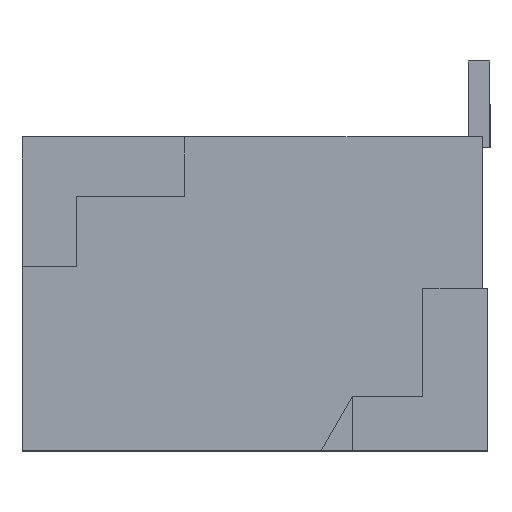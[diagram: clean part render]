
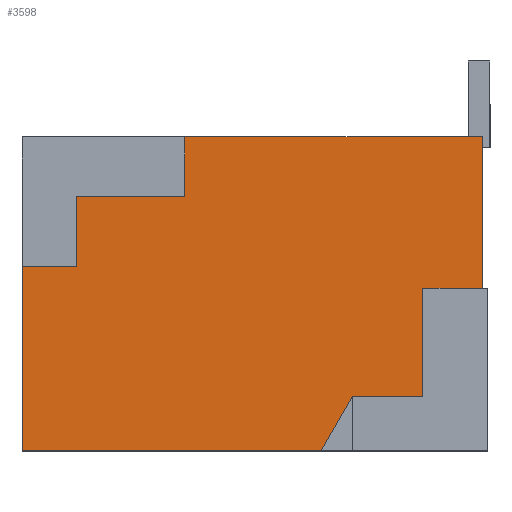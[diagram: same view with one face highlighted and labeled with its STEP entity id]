
A CAD part, left-side view. The second image highlights one B-rep face of the part: STEP entity #3598.
In plain terms, the highlighted planar face has unit normal (-1, 0, 0).
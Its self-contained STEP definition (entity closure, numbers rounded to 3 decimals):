
#3136 = CARTESIAN_POINT ( 'NONE',  ( -7.5, 0., 2.2 ) ) ;
#3533 = VERTEX_POINT ( 'NONE', #6521 ) ;
#3566 = ORIENTED_EDGE ( 'NONE', *, *, #3612, .T. ) ;
#3570 = VERTEX_POINT ( 'NONE', #6602 ) ;
#3575 = ORIENTED_EDGE ( 'NONE', *, *, #3626, .T. ) ;
#3576 = ORIENTED_EDGE ( 'NONE', *, *, #3627, .T. ) ;
#3598 = ADVANCED_FACE ( 'NONE', ( #6579 ), #6629, .F. ) ;
#3604 = ORIENTED_EDGE ( 'NONE', *, *, #4162, .T. ) ;
#3612 = EDGE_CURVE ( 'NONE', #3666, #4163, #6638, .T. ) ;
#3616 = EDGE_CURVE ( 'NONE', #3656, #3666, #6685, .T. ) ;
#3626 = EDGE_CURVE ( 'NONE', #3671, #3570, #6672, .T. ) ;
#3627 = EDGE_CURVE ( 'NONE', #3570, #3656, #6668, .T. ) ;
#3643 = ORIENTED_EDGE ( 'NONE', *, *, #3616, .T. ) ;
#3649 = ORIENTED_EDGE ( 'NONE', *, *, #3708, .T. ) ;
#3654 = VERTEX_POINT ( 'NONE', #6745 ) ;
#3656 = VERTEX_POINT ( 'NONE', #6744 ) ;
#3662 = VERTEX_POINT ( 'NONE', #6734 ) ;
#3663 = ORIENTED_EDGE ( 'NONE', *, *, #3719, .T. ) ;
#3664 = ORIENTED_EDGE ( 'NONE', *, *, #3716, .F. ) ;
#3665 = ORIENTED_EDGE ( 'NONE', *, *, #3711, .F. ) ;
#3666 = VERTEX_POINT ( 'NONE', #6733 ) ;
#3668 = ORIENTED_EDGE ( 'NONE', *, *, #3705, .T. ) ;
#3670 = EDGE_LOOP ( 'NONE', ( #3566, #3604, #3663, #3649, #3715, #3668, #3702, #3664, #3665, #3575, #3576, #3643 ) ) ;
#3671 = VERTEX_POINT ( 'NONE', #6731 ) ;
#3701 = VERTEX_POINT ( 'NONE', #6841 ) ;
#3702 = ORIENTED_EDGE ( 'NONE', *, *, #3703, .T. ) ;
#3703 = EDGE_CURVE ( 'NONE', #3706, #3662, #6840, .T. ) ;
#3705 = EDGE_CURVE ( 'NONE', #3701, #3706, #6832, .T. ) ;
#3706 = VERTEX_POINT ( 'NONE', #6828 ) ;
#3708 = EDGE_CURVE ( 'NONE', #3533, #3654, #6866, .T. ) ;
#3711 = EDGE_CURVE ( 'NONE', #3671, #3712, #6858, .T. ) ;
#3712 = VERTEX_POINT ( 'NONE', #6854 ) ;
#3714 = EDGE_CURVE ( 'NONE', #3654, #3701, #6853, .T. ) ;
#3715 = ORIENTED_EDGE ( 'NONE', *, *, #3714, .T. ) ;
#3716 = EDGE_CURVE ( 'NONE', #3712, #3662, #6849, .T. ) ;
#3719 = EDGE_CURVE ( 'NONE', #5748, #3533, #6899, .T. ) ;
#4162 = EDGE_CURVE ( 'NONE', #4163, #5748, #7731, .T. ) ;
#4163 = VERTEX_POINT ( 'NONE', #7791 ) ;
#5748 = VERTEX_POINT ( 'NONE', #3136 ) ;
#6521 = CARTESIAN_POINT ( 'NONE',  ( -7.5, 2.75, 2.2 ) ) ;
#6579 = FACE_OUTER_BOUND ( 'NONE', #3670, .T. ) ;
#6602 = CARTESIAN_POINT ( 'NONE',  ( -7.5, 1.2, -0.2 ) ) ;
#6625 = DIRECTION ( 'NONE',  ( 0., -1., 0. ) ) ;
#6626 = DIRECTION ( 'NONE',  ( 1., 0., 0. ) ) ;
#6627 = CARTESIAN_POINT ( 'NONE',  ( -7.5, 0., -0.7 ) ) ;
#6628 = AXIS2_PLACEMENT_3D ( 'NONE', #6627, #6626, #6625 ) ;
#6629 = PLANE ( 'NONE',  #6628 ) ;
#6635 = DIRECTION ( 'NONE',  ( 0., -1., 0. ) ) ;
#6636 = VECTOR ( 'NONE', #6635, 1000. ) ;
#6637 = CARTESIAN_POINT ( 'NONE',  ( -7.5, 0.55, 0.8 ) ) ;
#6638 = LINE ( 'NONE', #6637, #6636 ) ;
#6665 = DIRECTION ( 'NONE',  ( 0., -1., 0. ) ) ;
#6666 = VECTOR ( 'NONE', #6665, 1000. ) ;
#6667 = CARTESIAN_POINT ( 'NONE',  ( -7.5, 0.55, -0.2 ) ) ;
#6668 = LINE ( 'NONE', #6667, #6666 ) ;
#6669 = DIRECTION ( 'NONE',  ( 0., -0.5, 0.866 ) ) ;
#6670 = VECTOR ( 'NONE', #6669, 1000. ) ;
#6671 = CARTESIAN_POINT ( 'NONE',  ( -7.5, 1.2, -0.2 ) ) ;
#6672 = LINE ( 'NONE', #6671, #6670 ) ;
#6682 = DIRECTION ( 'NONE',  ( 0., 0., 1. ) ) ;
#6683 = VECTOR ( 'NONE', #6682, 1000. ) ;
#6684 = CARTESIAN_POINT ( 'NONE',  ( -7.5, 0.55, -0.2 ) ) ;
#6685 = LINE ( 'NONE', #6684, #6683 ) ;
#6731 = CARTESIAN_POINT ( 'NONE',  ( -7.5, 1.489, -0.7 ) ) ;
#6733 = CARTESIAN_POINT ( 'NONE',  ( -7.5, 0.55, 0.8 ) ) ;
#6734 = CARTESIAN_POINT ( 'NONE',  ( -7.5, 4.25, 1. ) ) ;
#6744 = CARTESIAN_POINT ( 'NONE',  ( -7.5, 0.55, -0.2 ) ) ;
#6745 = CARTESIAN_POINT ( 'NONE',  ( -7.5, 2.75, 1.65 ) ) ;
#6828 = CARTESIAN_POINT ( 'NONE',  ( -7.5, 3.75, 1. ) ) ;
#6829 = DIRECTION ( 'NONE',  ( 0., 0., -1. ) ) ;
#6830 = VECTOR ( 'NONE', #6829, 1000. ) ;
#6831 = CARTESIAN_POINT ( 'NONE',  ( -7.5, 3.75, 1. ) ) ;
#6832 = LINE ( 'NONE', #6831, #6830 ) ;
#6837 = DIRECTION ( 'NONE',  ( 0., 1., 0. ) ) ;
#6838 = VECTOR ( 'NONE', #6837, 1000. ) ;
#6839 = CARTESIAN_POINT ( 'NONE',  ( -7.5, 4.25, 1. ) ) ;
#6840 = LINE ( 'NONE', #6839, #6838 ) ;
#6841 = CARTESIAN_POINT ( 'NONE',  ( -7.5, 3.75, 1.65 ) ) ;
#6847 = VECTOR ( 'NONE', #6905, 1000. ) ;
#6848 = CARTESIAN_POINT ( 'NONE',  ( -7.5, 4.25, -0.7 ) ) ;
#6849 = LINE ( 'NONE', #6848, #6847 ) ;
#6850 = DIRECTION ( 'NONE',  ( 0., 1., 0. ) ) ;
#6851 = VECTOR ( 'NONE', #6850, 1000. ) ;
#6852 = CARTESIAN_POINT ( 'NONE',  ( -7.5, 3.75, 1.65 ) ) ;
#6853 = LINE ( 'NONE', #6852, #6851 ) ;
#6854 = CARTESIAN_POINT ( 'NONE',  ( -7.5, 4.25, -0.7 ) ) ;
#6855 = DIRECTION ( 'NONE',  ( 0., 1., 0. ) ) ;
#6856 = VECTOR ( 'NONE', #6855, 1000. ) ;
#6857 = CARTESIAN_POINT ( 'NONE',  ( -7.5, 0., -0.7 ) ) ;
#6858 = LINE ( 'NONE', #6857, #6856 ) ;
#6863 = DIRECTION ( 'NONE',  ( 0., 0., -1. ) ) ;
#6864 = VECTOR ( 'NONE', #6863, 1000. ) ;
#6865 = CARTESIAN_POINT ( 'NONE',  ( -7.5, 2.75, 1.65 ) ) ;
#6866 = LINE ( 'NONE', #6865, #6864 ) ;
#6896 = DIRECTION ( 'NONE',  ( 0., 1., 0. ) ) ;
#6897 = VECTOR ( 'NONE', #6896, 1000. ) ;
#6898 = CARTESIAN_POINT ( 'NONE',  ( -7.5, 0., 2.2 ) ) ;
#6899 = LINE ( 'NONE', #6898, #6897 ) ;
#6905 = DIRECTION ( 'NONE',  ( 0., 0., 1. ) ) ;
#7731 = LINE ( 'NONE', #7794, #7793 ) ;
#7791 = CARTESIAN_POINT ( 'NONE',  ( -7.5, 0., 0.8 ) ) ;
#7792 = DIRECTION ( 'NONE',  ( 0., 0., 1. ) ) ;
#7793 = VECTOR ( 'NONE', #7792, 1000. ) ;
#7794 = CARTESIAN_POINT ( 'NONE',  ( -7.5, 0., -0.7 ) ) ;
